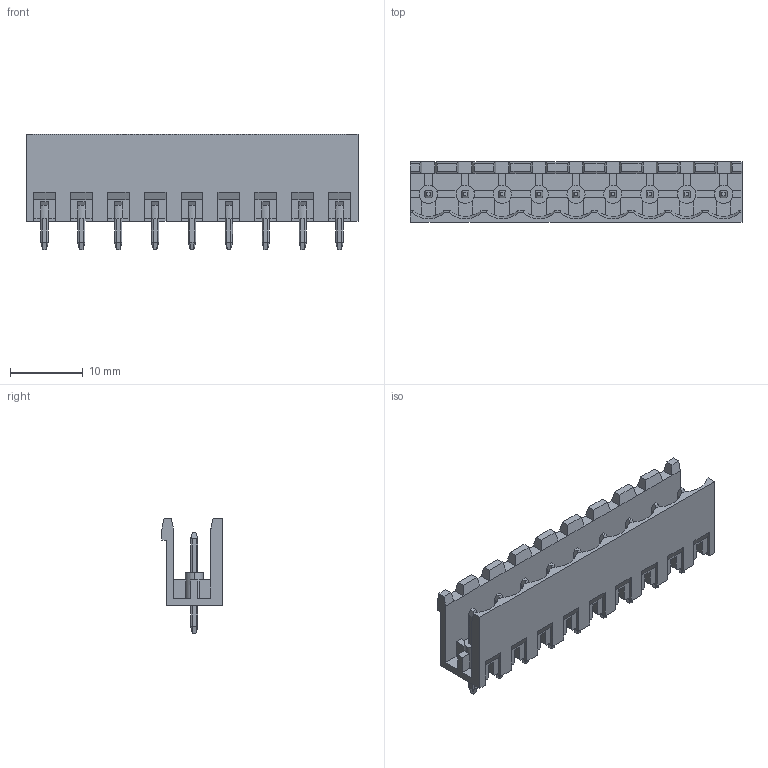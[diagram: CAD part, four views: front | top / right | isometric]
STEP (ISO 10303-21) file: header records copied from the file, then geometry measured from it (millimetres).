
FILE_DESCRIPTION( ('This file contains a STEP AP42 implementation' ,'as created by ZW3D STEP Interface translator.') ,'2;1' );
FILE_NAME( 'PM508-1S09ASM3.stp' ,'231128.154349', (''), ('ZWCAD Software Co.'), 'Version 1.0', 'ZW3D to STEP translator', '' );
FILE_SCHEMA(('AUTOMOTIVE_DESIGN { 1 0 10303 214 1 1 1 1 }'));
Length unit declared in the file: millimetre
Products named in the file (2): 0; PM508-1S09ASM3
Bounding box: 45.72 x 8.3 x 15.9 mm (x, y, z)
Volume: 1688.6 mm3; surface area: 3724.2 mm2
Topology: 1 solids, 1 shells, 741 faces, 2015 edges, 1274 vertices
Faces by surface type: plane 541, cylinder 132, bspline 59, cone 9
Full cylindrical faces by diameter (mm): 0.562 x1, 1.2 x1
Entity records: 25593 total; most frequent: CARTESIAN_POINT 6876, ORIENTED_EDGE 3958, DIRECTION 3374, EDGE_CURVE 1979, VECTOR 1444, LINE 1444, VERTEX_POINT 1274, AXIS2_PLACEMENT_3D 965
